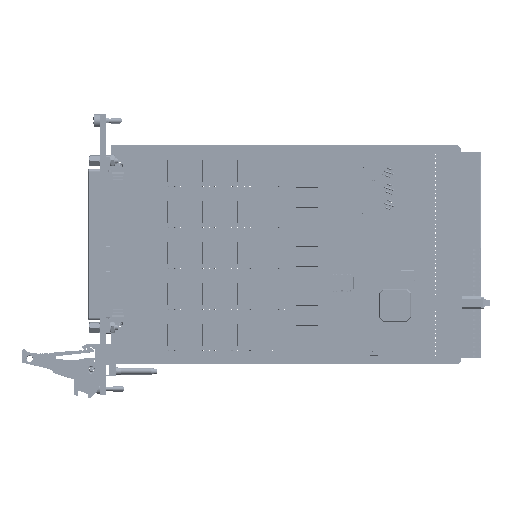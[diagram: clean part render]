
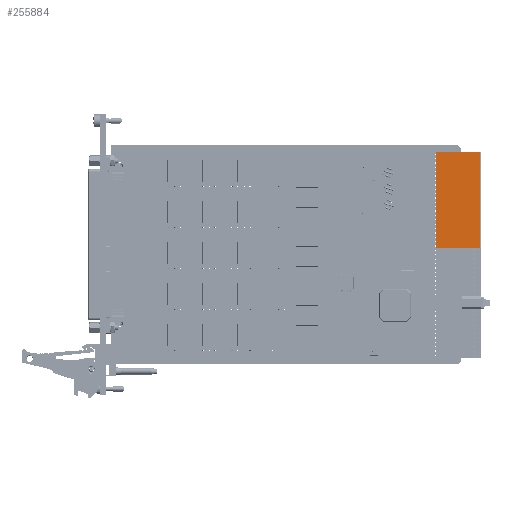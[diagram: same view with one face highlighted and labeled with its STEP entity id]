
A CAD part, top view. The second image highlights one B-rep face of the part: STEP entity #255884.
In plain terms, the highlighted planar face has unit normal (0, 0, 1).
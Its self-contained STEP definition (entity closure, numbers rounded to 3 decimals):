
#61706 = EDGE_LOOP ( 'NONE', ( #170045, #170049, #170053, #170057 ) ) ;
#114277 = FACE_OUTER_BOUND ( 'NONE', #61706, .T. ) ;
#134824 = PLANE ( 'NONE',  #136705 ) ;
#134860 = CARTESIAN_POINT ( 'NONE',  ( 131.87, 26.305, 45.135 ) ) ;
#134864 = DIRECTION ( 'NONE',  ( 0., 0., -1. ) ) ;
#134871 = DIRECTION ( 'NONE',  ( 1., 0., 0. ) ) ;
#136705 = AXIS2_PLACEMENT_3D ( 'NONE', #134860, #134864, #134871 ) ;
#157764 = VERTEX_POINT ( 'NONE', #351904 ) ;
#158260 = VERTEX_POINT ( 'NONE', #353392 ) ;
#170045 = ORIENTED_EDGE ( 'NONE', *, *, #195600, .F. ) ;
#170049 = ORIENTED_EDGE ( 'NONE', *, *, #195511, .T. ) ;
#170053 = ORIENTED_EDGE ( 'NONE', *, *, #195058, .T. ) ;
#170057 = ORIENTED_EDGE ( 'NONE', *, *, #194873, .F. ) ;
#171918 = DIRECTION ( 'NONE',  ( 0., 1., 0. ) ) ;
#171960 = CARTESIAN_POINT ( 'NONE',  ( 111.07, 26.305, 45.135 ) ) ;
#173249 = DIRECTION ( 'NONE',  ( -1., 0., 0. ) ) ;
#173253 = CARTESIAN_POINT ( 'NONE',  ( 131.87, 70.305, 45.135 ) ) ;
#176146 = LINE ( 'NONE', #171960, #176177 ) ;
#176177 = VECTOR ( 'NONE', #171918, 1000. ) ;
#176302 = LINE ( 'NONE', #173253, #176324 ) ;
#176324 = VECTOR ( 'NONE', #173249, 1000. ) ;
#176735 = VECTOR ( 'NONE', #185586, 1000. ) ;
#176742 = LINE ( 'NONE', #185580, #176735 ) ;
#176842 = LINE ( 'NONE', #185886, #176850 ) ;
#176850 = VECTOR ( 'NONE', #185891, 1000. ) ;
#185580 = CARTESIAN_POINT ( 'NONE',  ( 131.37, 26.305, 45.135 ) ) ;
#185586 = DIRECTION ( 'NONE',  ( 0., 1., 0. ) ) ;
#185886 = CARTESIAN_POINT ( 'NONE',  ( 131.87, 26.305, 45.135 ) ) ;
#185891 = DIRECTION ( 'NONE',  ( -1., 0., 0. ) ) ;
#194873 = EDGE_CURVE ( 'NONE', #368530, #368185, #176146, .T. ) ;
#195058 = EDGE_CURVE ( 'NONE', #157764, #368185, #176302, .T. ) ;
#195511 = EDGE_CURVE ( 'NONE', #158260, #157764, #176742, .T. ) ;
#195600 = EDGE_CURVE ( 'NONE', #158260, #368530, #176842, .T. ) ;
#255884 = ADVANCED_FACE ( 'NONE', ( #114277 ), #134824, .F. ) ;
#310268 = CARTESIAN_POINT ( 'NONE',  ( 111.07, 70.305, 45.135 ) ) ;
#310525 = CARTESIAN_POINT ( 'NONE',  ( 111.07, 26.305, 45.135 ) ) ;
#351904 = CARTESIAN_POINT ( 'NONE',  ( 131.37, 70.305, 45.135 ) ) ;
#353392 = CARTESIAN_POINT ( 'NONE',  ( 131.37, 26.305, 45.135 ) ) ;
#368185 = VERTEX_POINT ( 'NONE', #310268 ) ;
#368530 = VERTEX_POINT ( 'NONE', #310525 ) ;
